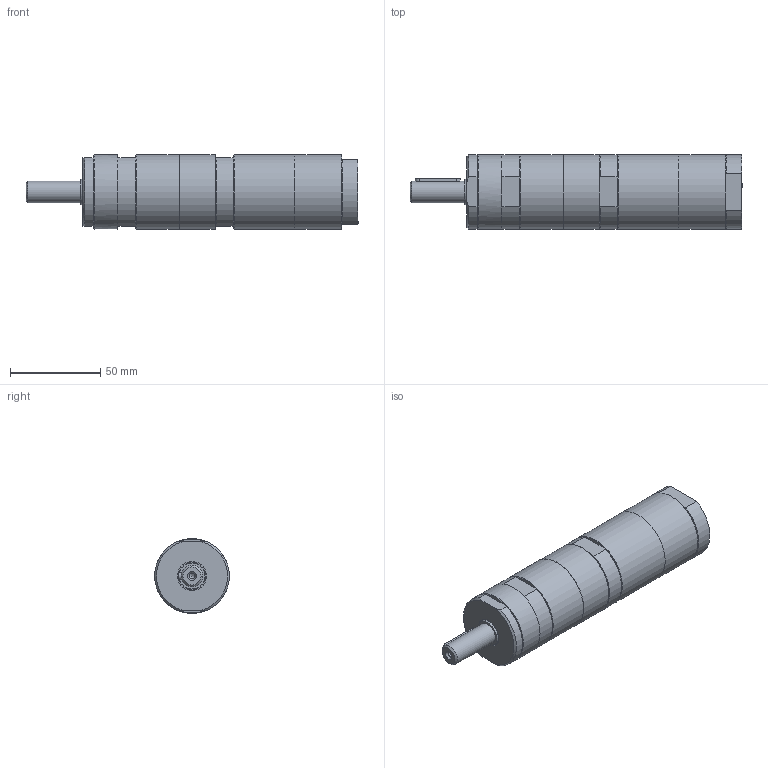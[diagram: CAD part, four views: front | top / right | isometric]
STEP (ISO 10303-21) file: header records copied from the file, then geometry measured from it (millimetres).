
FILE_DESCRIPTION(/* description */ ('MRD 38-580'),/* implementation_level */ '2;1');
FILE_NAME(/* name */ 'MRD 38-580_29910857.stp',/* time_stamp */ '2018-06-04T15:09:32+02:00',/* author */ ('FLambert'),/* organization */ (''),/* preprocessor_version */ 'ST-DEVELOPER v17',/* originating_system */ 'Autodesk Inventor 2018',/* authorisation */ '');
FILE_SCHEMA (('AUTOMOTIVE_DESIGN { 1 0 10303 214 3 1 1 }'));
Length unit declared in the file: millimetre
Products named in the file (1): 29910857
Bounding box: 184.2 x 41.5 x 41.5 mm (x, y, z)
Volume: 205882.8 mm3; surface area: 25919.8 mm2
Topology: 1 solids, 2 shells, 164 faces, 417 edges, 272 vertices
Faces by surface type: plane 106, cone 27, cylinder 24, bspline 7
Full cylindrical faces by diameter (mm): 3.242 x1, 4 x1, 11.445 x3, 12 x1, 14.95 x1, 16 x1, 36 x1, 41.5 x5
Entity records: 5208 total; most frequent: CARTESIAN_POINT 1071, ORIENTED_EDGE 830, DIRECTION 785, EDGE_CURVE 415, VERTEX_POINT 272, AXIS2_PLACEMENT_3D 266, LINE 253, VECTOR 253
